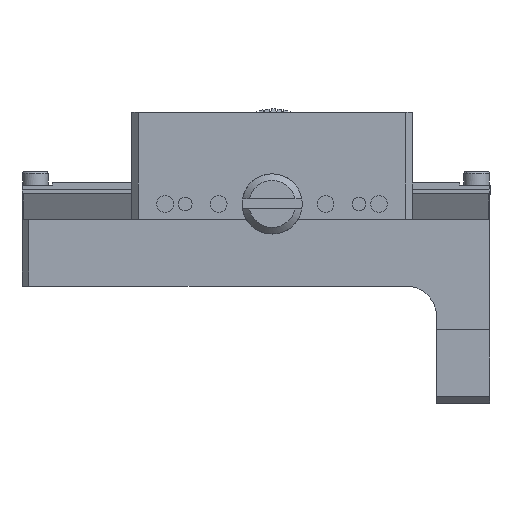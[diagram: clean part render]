
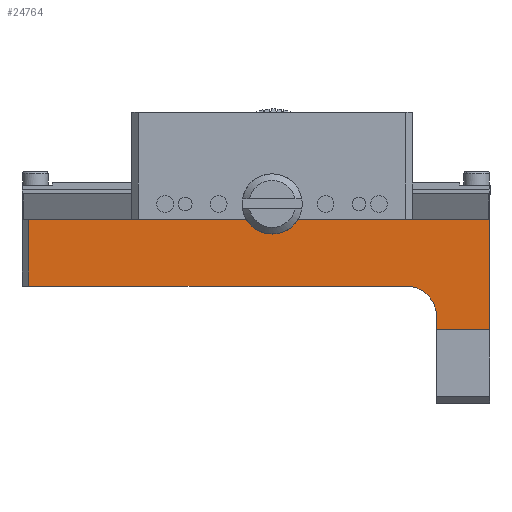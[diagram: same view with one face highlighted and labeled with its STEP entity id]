
A CAD part, left-side view. The second image highlights one B-rep face of the part: STEP entity #24764.
In plain terms, the highlighted planar face has unit normal (-1, 0, 0).
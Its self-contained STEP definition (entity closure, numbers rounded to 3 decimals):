
#806 = CARTESIAN_POINT ( 'NONE',  ( 51.211, 83.636, 73.457 ) ) ;
#1261 = CARTESIAN_POINT ( 'NONE',  ( 51.211, 13.636, 73.457 ) ) ;
#1648 = ORIENTED_EDGE ( 'NONE', *, *, #72749, .F. ) ;
#2846 = CARTESIAN_POINT ( 'NONE',  ( 51.211, 13.636, 73.457 ) ) ;
#3317 = VERTEX_POINT ( 'NONE', #2846 ) ;
#3442 = CARTESIAN_POINT ( 'NONE',  ( 51.211, 21.636, 73.457 ) ) ;
#5807 = EDGE_CURVE ( 'NONE', #3317, #63771, #80826, .T. ) ;
#5962 = DIRECTION ( 'NONE',  ( -1., 0., 0. ) ) ;
#7408 = EDGE_CURVE ( 'NONE', #93239, #42136, #36989, .T. ) ;
#7881 = DIRECTION ( 'NONE',  ( 0., 0., 1. ) ) ;
#17227 = ORIENTED_EDGE ( 'NONE', *, *, #103211, .F. ) ;
#18904 = CARTESIAN_POINT ( 'NONE',  ( 51.211, 21.636, 58.957 ) ) ;
#20531 = VERTEX_POINT ( 'NONE', #49806 ) ;
#22589 = LINE ( 'NONE', #60260, #103568 ) ;
#23608 = CARTESIAN_POINT ( 'NONE',  ( 51.211, 82.636, 63.457 ) ) ;
#24764 = ADVANCED_FACE ( 'NONE', ( #31663 ), #29333, .F. ) ;
#25430 = CARTESIAN_POINT ( 'NONE',  ( 51.211, 26.136, 63.457 ) ) ;
#26706 = CARTESIAN_POINT ( 'NONE',  ( 51.211, 82.636, 73.457 ) ) ;
#27580 = VECTOR ( 'NONE', #37179, 1000. ) ;
#27884 = DIRECTION ( 'NONE',  ( 0., -1., 0. ) ) ;
#28467 = LINE ( 'NONE', #806, #47736 ) ;
#29323 = LINE ( 'NONE', #3442, #60427 ) ;
#29333 = PLANE ( 'NONE',  #86965 ) ;
#31091 = DIRECTION ( 'NONE',  ( 1., 0., 0. ) ) ;
#31663 = FACE_OUTER_BOUND ( 'NONE', #52056, .T. ) ;
#31873 = VECTOR ( 'NONE', #76688, 1000. ) ;
#32923 = EDGE_CURVE ( 'NONE', #61508, #3317, #28467, .T. ) ;
#36989 = CIRCLE ( 'NONE', #46396, 4.5 ) ;
#37080 = DIRECTION ( 'NONE',  ( 0., 0., 1. ) ) ;
#37179 = DIRECTION ( 'NONE',  ( 0., 0., -1. ) ) ;
#38064 = ORIENTED_EDGE ( 'NONE', *, *, #32923, .F. ) ;
#42136 = VERTEX_POINT ( 'NONE', #25430 ) ;
#46396 = AXIS2_PLACEMENT_3D ( 'NONE', #86662, #5962, #37080 ) ;
#47736 = VECTOR ( 'NONE', #27884, 1000. ) ;
#49354 = EDGE_CURVE ( 'NONE', #20531, #93239, #29323, .T. ) ;
#49655 = DIRECTION ( 'NONE',  ( 0., 1., 0. ) ) ;
#49806 = CARTESIAN_POINT ( 'NONE',  ( 51.211, 21.636, 56.957 ) ) ;
#52056 = EDGE_LOOP ( 'NONE', ( #17227, #54707, #63569, #109806, #1648, #111844, #38064 ) ) ;
#54707 = ORIENTED_EDGE ( 'NONE', *, *, #67396, .T. ) ;
#60260 = CARTESIAN_POINT ( 'NONE',  ( 51.211, 83.636, 56.957 ) ) ;
#60427 = VECTOR ( 'NONE', #74126, 1000. ) ;
#61508 = VERTEX_POINT ( 'NONE', #64605 ) ;
#63569 = ORIENTED_EDGE ( 'NONE', *, *, #7408, .F. ) ;
#63771 = VERTEX_POINT ( 'NONE', #72253 ) ;
#64605 = CARTESIAN_POINT ( 'NONE',  ( 51.211, 82.636, 73.457 ) ) ;
#67396 = EDGE_CURVE ( 'NONE', #94609, #42136, #96699, .T. ) ;
#72253 = CARTESIAN_POINT ( 'NONE',  ( 51.211, 13.636, 56.957 ) ) ;
#72749 = EDGE_CURVE ( 'NONE', #63771, #20531, #22589, .T. ) ;
#74126 = DIRECTION ( 'NONE',  ( 0., 0., 1. ) ) ;
#76688 = DIRECTION ( 'NONE',  ( 0., -1., 0. ) ) ;
#77273 = CARTESIAN_POINT ( 'NONE',  ( 51.211, 83.636, 63.457 ) ) ;
#80826 = LINE ( 'NONE', #1261, #27580 ) ;
#83822 = VECTOR ( 'NONE', #7881, 1000. ) ;
#86662 = CARTESIAN_POINT ( 'NONE',  ( 51.211, 26.136, 58.957 ) ) ;
#86965 = AXIS2_PLACEMENT_3D ( 'NONE', #94158, #31091, #110071 ) ;
#93239 = VERTEX_POINT ( 'NONE', #18904 ) ;
#94158 = CARTESIAN_POINT ( 'NONE',  ( 51.211, 83.636, 73.457 ) ) ;
#94609 = VERTEX_POINT ( 'NONE', #23608 ) ;
#96699 = LINE ( 'NONE', #77273, #31873 ) ;
#99166 = LINE ( 'NONE', #26706, #83822 ) ;
#103211 = EDGE_CURVE ( 'NONE', #94609, #61508, #99166, .T. ) ;
#103568 = VECTOR ( 'NONE', #49655, 1000. ) ;
#109806 = ORIENTED_EDGE ( 'NONE', *, *, #49354, .F. ) ;
#110071 = DIRECTION ( 'NONE',  ( 0., 0., -1. ) ) ;
#111844 = ORIENTED_EDGE ( 'NONE', *, *, #5807, .F. ) ;
